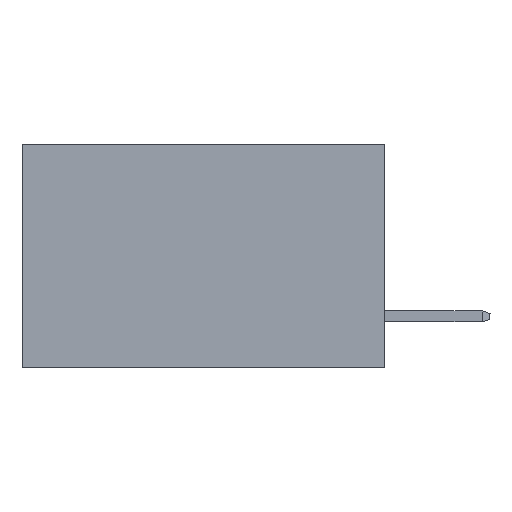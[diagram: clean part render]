
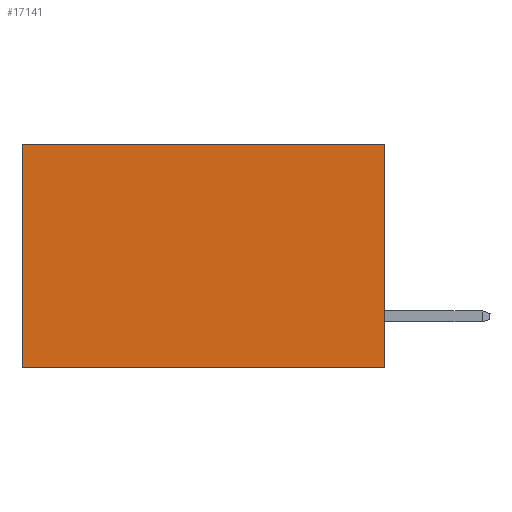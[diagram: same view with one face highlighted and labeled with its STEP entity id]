
A CAD part, left-side view. The second image highlights one B-rep face of the part: STEP entity #17141.
In plain terms, the highlighted planar face has unit normal (-1, 0, 0).
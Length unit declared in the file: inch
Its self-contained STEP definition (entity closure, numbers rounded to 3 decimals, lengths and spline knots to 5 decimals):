
#248 = PLANE ( 'NONE',  #12291 ) ;
#937 = VERTEX_POINT ( 'NONE', #8523 ) ;
#2166 = DIRECTION ( 'NONE',  ( 0., 1., 0. ) ) ;
#3102 = VERTEX_POINT ( 'NONE', #7912 ) ;
#3931 = CARTESIAN_POINT ( 'NONE',  ( 0.2615, 0.6, -0.37 ) ) ;
#3990 = DIRECTION ( 'NONE',  ( 0., 1., 0. ) ) ;
#5351 = CARTESIAN_POINT ( 'NONE',  ( 0.2615, 0., -0.37 ) ) ;
#5535 = CARTESIAN_POINT ( 'NONE',  ( 0.2615, 0.6, -0.37 ) ) ;
#6532 = DIRECTION ( 'NONE',  ( 0., 0., -1. ) ) ;
#7329 = ORIENTED_EDGE ( 'NONE', *, *, #8439, .T. ) ;
#7912 = CARTESIAN_POINT ( 'NONE',  ( 0.2615, 0.6, 0. ) ) ;
#8439 = EDGE_CURVE ( 'NONE', #3102, #21278, #21857, .T. ) ;
#8523 = CARTESIAN_POINT ( 'NONE',  ( 0.2615, 0., 0. ) ) ;
#8804 = EDGE_CURVE ( 'NONE', #14099, #21278, #19906, .T. ) ;
#9219 = CARTESIAN_POINT ( 'NONE',  ( 0.2615, 0., -0.37 ) ) ;
#9467 = DIRECTION ( 'NONE',  ( 1., 0., 0. ) ) ;
#9926 = VECTOR ( 'NONE', #6532, 39.37008 ) ;
#11553 = VECTOR ( 'NONE', #3990, 39.37008 ) ;
#12152 = CARTESIAN_POINT ( 'NONE',  ( 0.2615, 0., -0.37 ) ) ;
#12291 = AXIS2_PLACEMENT_3D ( 'NONE', #9219, #9467, #22085 ) ;
#12535 = EDGE_CURVE ( 'NONE', #937, #14099, #22615, .T. ) ;
#13755 = ORIENTED_EDGE ( 'NONE', *, *, #8804, .F. ) ;
#13947 = ORIENTED_EDGE ( 'NONE', *, *, #12535, .F. ) ;
#14099 = VERTEX_POINT ( 'NONE', #5351 ) ;
#16828 = CARTESIAN_POINT ( 'NONE',  ( 0.2615, 0., 0. ) ) ;
#16972 = VECTOR ( 'NONE', #2166, 39.37008 ) ;
#17078 = ORIENTED_EDGE ( 'NONE', *, *, #20342, .T. ) ;
#17141 = ADVANCED_FACE ( 'NONE', ( #21839 ), #248, .F. ) ;
#18988 = EDGE_LOOP ( 'NONE', ( #7329, #13755, #13947, #17078 ) ) ;
#19906 = LINE ( 'NONE', #20025, #16972 ) ;
#20003 = VECTOR ( 'NONE', #20054, 39.37008 ) ;
#20025 = CARTESIAN_POINT ( 'NONE',  ( 0.2615, 0., -0.37 ) ) ;
#20054 = DIRECTION ( 'NONE',  ( 0., 0., -1. ) ) ;
#20062 = LINE ( 'NONE', #16828, #11553 ) ;
#20342 = EDGE_CURVE ( 'NONE', #937, #3102, #20062, .T. ) ;
#21278 = VERTEX_POINT ( 'NONE', #3931 ) ;
#21839 = FACE_OUTER_BOUND ( 'NONE', #18988, .T. ) ;
#21857 = LINE ( 'NONE', #5535, #20003 ) ;
#22085 = DIRECTION ( 'NONE',  ( 0., 0., -1. ) ) ;
#22615 = LINE ( 'NONE', #12152, #9926 ) ;
